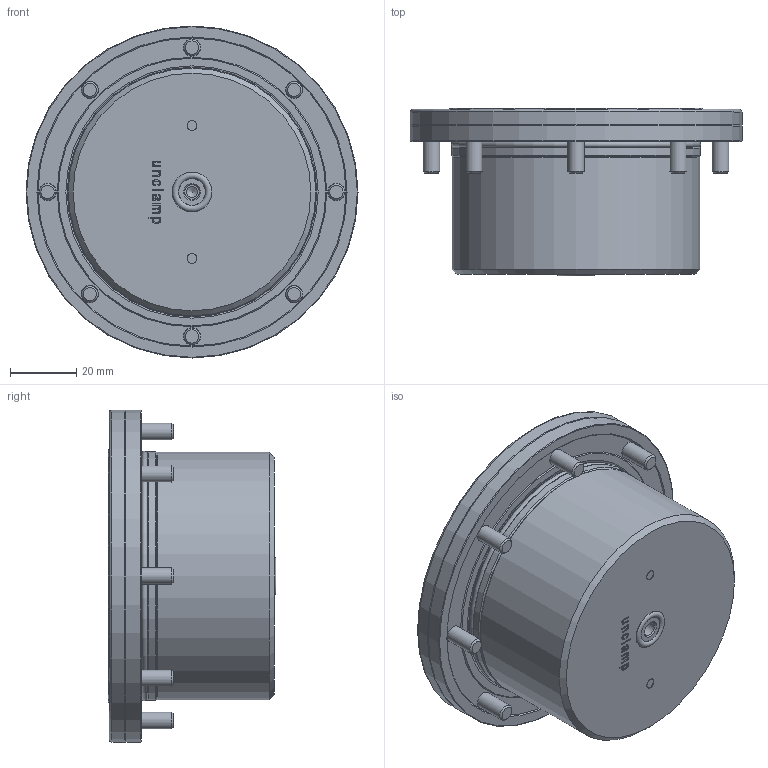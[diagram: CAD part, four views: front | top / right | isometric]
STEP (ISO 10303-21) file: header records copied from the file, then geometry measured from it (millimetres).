
FILE_DESCRIPTION (( 'STEP AP214' ), '1' );
FILE_NAME ('STARK_5000 101-2_A.STEP', '2022-01-25T12:22:56', ( '' ), ( '' ), 'SwSTEP 2.0', 'SolidWorks 2021', '' );
FILE_SCHEMA (( 'AUTOMOTIVE_DESIGN' ));
Length unit declared in the file: millimetre
Products named in the file (1): STARK_5000 101-2_A
Bounding box: 100 x 50.5 x 100 mm (x, y, z)
Volume: 233735.1 mm3; surface area: 35848.6 mm2
Topology: 1 solids, 7 shells, 428 faces, 972 edges, 634 vertices
Faces by surface type: plane 208, cylinder 98, bspline 48, cone 39, torus 35
Full cylindrical faces by diameter (mm): 3 x2, 3.3 x1, 4.3 x1, 5 x8, 5.2 x8, 8 x2, 8.5 x8, 9 x8, 9.001 x8, 11.5 x3, 12 x1, 32 x1, 32.2 x1, 73.598 x2, 74.6 x1, 75 x1, 100 x2
Entity records: 17030 total; most frequent: CARTESIAN_POINT 5014, DIRECTION 1659, ORIENTED_EDGE 1634, EDGE_CURVE 817, EDGE_LOOP 624, AXIS2_PLACEMENT_3D 623, VERTEX_POINT 599, FACE_OUTER_BOUND 512
